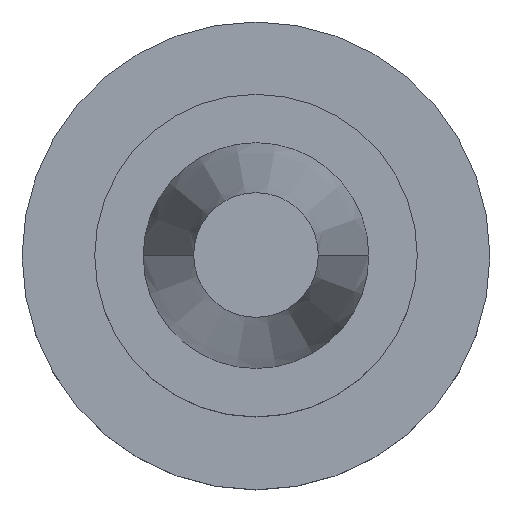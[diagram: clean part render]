
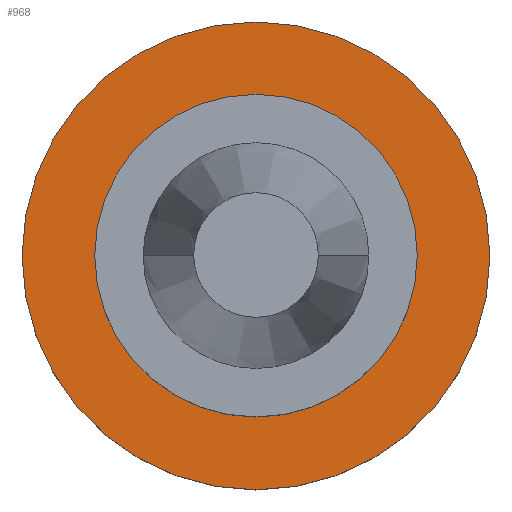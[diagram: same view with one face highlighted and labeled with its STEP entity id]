
A CAD part, top view. The second image highlights one B-rep face of the part: STEP entity #968.
In plain terms, the highlighted planar face has unit normal (0, 0, 1).
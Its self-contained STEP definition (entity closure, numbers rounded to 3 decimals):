
#7 = VERTEX_POINT ( 'NONE', #62 ) ;
#55 = CIRCLE ( 'NONE', #72, 46.05 ) ;
#62 = CARTESIAN_POINT ( 'NONE',  ( -46.05, 0., -35.05 ) ) ;
#72 = AXIS2_PLACEMENT_3D ( 'NONE', #127, #813, #478 ) ;
#127 = CARTESIAN_POINT ( 'NONE',  ( 0., 0., -35.05 ) ) ;
#162 = AXIS2_PLACEMENT_3D ( 'NONE', #464, #377, #884 ) ;
#179 = FACE_OUTER_BOUND ( 'NONE', #567, .T. ) ;
#194 = EDGE_CURVE ( 'NONE', #7, #972, #925, .T. ) ;
#201 = CARTESIAN_POINT ( 'NONE',  ( 0., 0., -35.05 ) ) ;
#215 = CIRCLE ( 'NONE', #162, 22.225 ) ;
#303 = AXIS2_PLACEMENT_3D ( 'NONE', #516, #520, #843 ) ;
#366 = DIRECTION ( 'NONE',  ( 0., 0., 1. ) ) ;
#370 = ORIENTED_EDGE ( 'NONE', *, *, #656, .T. ) ;
#377 = DIRECTION ( 'NONE',  ( 0., 0., -1. ) ) ;
#386 = VERTEX_POINT ( 'NONE', #528 ) ;
#421 = CIRCLE ( 'NONE', #819, 22.225 ) ;
#451 = AXIS2_PLACEMENT_3D ( 'NONE', #1028, #366, #621 ) ;
#457 = ORIENTED_EDGE ( 'NONE', *, *, #651, .T. ) ;
#464 = CARTESIAN_POINT ( 'NONE',  ( 0., 0., -35.05 ) ) ;
#471 = DIRECTION ( 'NONE',  ( -1., 0., 0. ) ) ;
#478 = DIRECTION ( 'NONE',  ( 1., 0., 0. ) ) ;
#516 = CARTESIAN_POINT ( 'NONE',  ( 0., 8.73, -35.05 ) ) ;
#520 = DIRECTION ( 'NONE',  ( 0., 0., -1. ) ) ;
#528 = CARTESIAN_POINT ( 'NONE',  ( -22.225, 0., -35.05 ) ) ;
#546 = ORIENTED_EDGE ( 'NONE', *, *, #194, .T. ) ;
#550 = EDGE_CURVE ( 'NONE', #386, #894, #215, .T. ) ;
#567 = EDGE_LOOP ( 'NONE', ( #457, #546 ) ) ;
#594 = CARTESIAN_POINT ( 'NONE',  ( 22.225, 0., -35.05 ) ) ;
#621 = DIRECTION ( 'NONE',  ( 1., 0., 0. ) ) ;
#634 = DIRECTION ( 'NONE',  ( 0., 0., -1. ) ) ;
#651 = EDGE_CURVE ( 'NONE', #972, #7, #55, .T. ) ;
#656 = EDGE_CURVE ( 'NONE', #894, #386, #421, .T. ) ;
#684 = CARTESIAN_POINT ( 'NONE',  ( 46.05, 0., -35.05 ) ) ;
#813 = DIRECTION ( 'NONE',  ( 0., 0., 1. ) ) ;
#819 = AXIS2_PLACEMENT_3D ( 'NONE', #201, #634, #471 ) ;
#843 = DIRECTION ( 'NONE',  ( -1., 0., 0. ) ) ;
#861 = PLANE ( 'NONE',  #303 ) ;
#884 = DIRECTION ( 'NONE',  ( -1., 0., 0. ) ) ;
#894 = VERTEX_POINT ( 'NONE', #594 ) ;
#925 = CIRCLE ( 'NONE', #451, 46.05 ) ;
#953 = EDGE_LOOP ( 'NONE', ( #370, #1019 ) ) ;
#968 = ADVANCED_FACE ( 'NONE', ( #1023, #179 ), #861, .F. ) ;
#972 = VERTEX_POINT ( 'NONE', #684 ) ;
#1019 = ORIENTED_EDGE ( 'NONE', *, *, #550, .T. ) ;
#1023 = FACE_BOUND ( 'NONE', #953, .T. ) ;
#1028 = CARTESIAN_POINT ( 'NONE',  ( 0., 0., -35.05 ) ) ;
